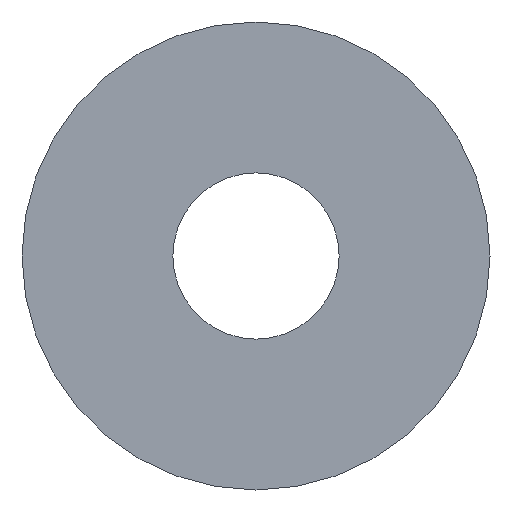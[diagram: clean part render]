
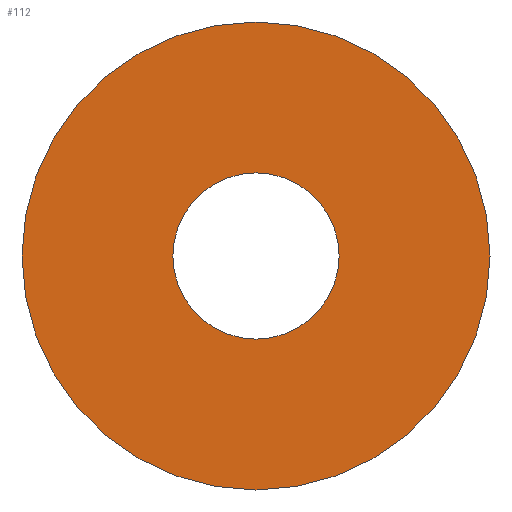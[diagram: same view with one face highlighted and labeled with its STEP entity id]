
A CAD part, front view. The second image highlights one B-rep face of the part: STEP entity #112.
In plain terms, the highlighted planar face has unit normal (0, -1, 0).
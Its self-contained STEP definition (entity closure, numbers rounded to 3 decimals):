
#17=FACE_BOUND('',#39,.T.);
#21=PLANE('',#146);
#28=FACE_OUTER_BOUND('',#38,.T.);
#38=EDGE_LOOP('',(#95));
#39=EDGE_LOOP('',(#96));
#56=CIRCLE('',#145,29.);
#57=CIRCLE('',#147,10.3);
#64=VERTEX_POINT('',#207);
#65=VERTEX_POINT('',#211);
#74=EDGE_CURVE('',#64,#64,#56,.T.);
#76=EDGE_CURVE('',#65,#65,#57,.T.);
#95=ORIENTED_EDGE('',*,*,#74,.T.);
#96=ORIENTED_EDGE('',*,*,#76,.F.);
#112=ADVANCED_FACE('',(#28,#17),#21,.T.);
#145=AXIS2_PLACEMENT_3D('',#208,#175,#176);
#146=AXIS2_PLACEMENT_3D('',#210,#178,#179);
#147=AXIS2_PLACEMENT_3D('',#212,#180,#181);
#175=DIRECTION('center_axis',(0.,-1.,0.));
#176=DIRECTION('ref_axis',(1.,0.,0.));
#178=DIRECTION('center_axis',(0.,-1.,0.));
#179=DIRECTION('ref_axis',(0.,0.,-1.));
#180=DIRECTION('center_axis',(0.,-1.,0.));
#181=DIRECTION('ref_axis',(1.,0.,0.));
#207=CARTESIAN_POINT('',(-29.,0.,0.));
#208=CARTESIAN_POINT('Origin',(0.,0.,0.));
#210=CARTESIAN_POINT('Origin',(10.3,0.,0.));
#211=CARTESIAN_POINT('',(-10.3,0.,0.));
#212=CARTESIAN_POINT('Origin',(0.,0.,0.));
